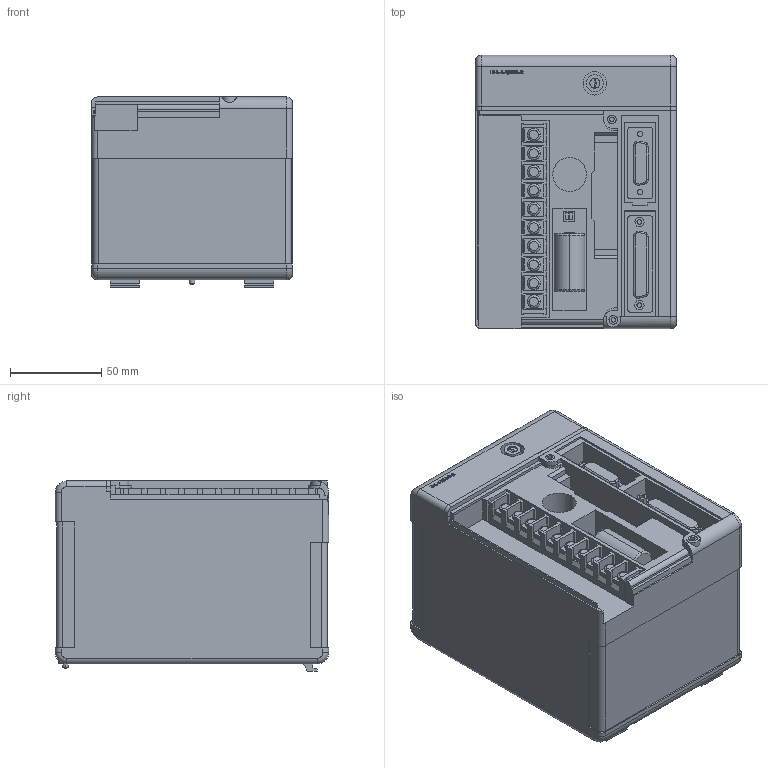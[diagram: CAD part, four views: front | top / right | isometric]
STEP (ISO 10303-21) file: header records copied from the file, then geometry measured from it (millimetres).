
FILE_DESCRIPTION (( 'STEP AP214' ), '1' );
FILE_NAME ('D4-440DC-2.step', '2014-09-23T18:04:31', ( '' ), ( '' ), 'SwSTEP 2.0', 'SolidWorks 2014', '' );
FILE_SCHEMA (( 'AUTOMOTIVE_DESIGN' ));
Length unit declared in the file: inch
Products named in the file (1): D4-440DC-2
Bounding box: 110.24 x 149.99 x 104.29 mm (x, y, z)
Volume: 1486710.1 mm3; surface area: 114685.7 mm2
Topology: 3 solids, 3 shells, 782 faces, 2036 edges, 1337 vertices
Faces by surface type: plane 586, cylinder 111, torus 41, bspline 40, cone 4
Entity records: 33085 total; most frequent: CARTESIAN_POINT 6823, ORIENTED_EDGE 4072, DIRECTION 3726, EDGE_CURVE 2036, LINE 1658, VECTOR 1658, VERTEX_POINT 1337, AXIS2_PLACEMENT_3D 1034
